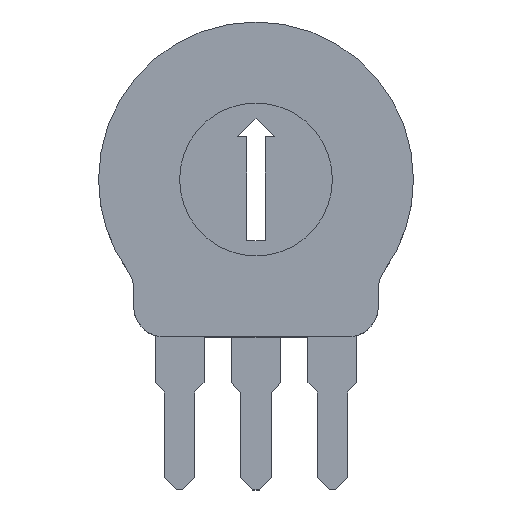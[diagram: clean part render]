
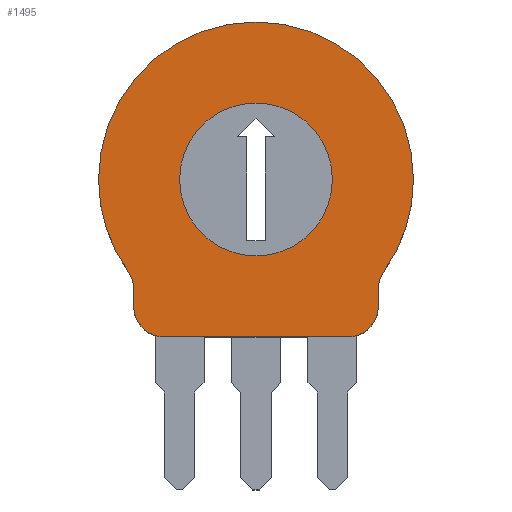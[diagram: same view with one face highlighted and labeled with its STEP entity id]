
A CAD part, top view. The second image highlights one B-rep face of the part: STEP entity #1495.
In plain terms, the highlighted planar face has unit normal (0, 0, 1).
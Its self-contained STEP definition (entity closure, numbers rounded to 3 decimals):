
#16 = VERTEX_POINT ( 'NONE', #683 ) ;
#33 = DIRECTION ( 'NONE',  ( -1., 0., 0. ) ) ;
#38 = CARTESIAN_POINT ( 'NONE',  ( -4., -4.15, 4.5 ) ) ;
#92 = DIRECTION ( 'NONE',  ( 0., -1., 0. ) ) ;
#140 = ORIENTED_EDGE ( 'NONE', *, *, #2423, .F. ) ;
#168 = AXIS2_PLACEMENT_3D ( 'NONE', #928, #1340, #1314 ) ;
#219 = CARTESIAN_POINT ( 'NONE',  ( 0., 0., 4.5 ) ) ;
#234 = DIRECTION ( 'NONE',  ( 1., 0., 0. ) ) ;
#279 = DIRECTION ( 'NONE',  ( -1., 0., 0. ) ) ;
#286 = CARTESIAN_POINT ( 'NONE',  ( 4., -5.15, 4.5 ) ) ;
#290 = CARTESIAN_POINT ( 'NONE',  ( -4., -3.244, 4.5 ) ) ;
#295 = DIRECTION ( 'NONE',  ( -1., 0., 0. ) ) ;
#299 = ORIENTED_EDGE ( 'NONE', *, *, #2083, .F. ) ;
#313 = AXIS2_PLACEMENT_3D ( 'NONE', #2002, #2230, #859 ) ;
#323 = VERTEX_POINT ( 'NONE', #1896 ) ;
#368 = VERTEX_POINT ( 'NONE', #1391 ) ;
#370 = CARTESIAN_POINT ( 'NONE',  ( 0., 0., 4.5 ) ) ;
#432 = ORIENTED_EDGE ( 'NONE', *, *, #1944, .T. ) ;
#523 = EDGE_CURVE ( 'NONE', #1106, #1334, #1390, .T. ) ;
#531 = VERTEX_POINT ( 'NONE', #895 ) ;
#537 = CIRCLE ( 'NONE', #1625, 1. ) ;
#548 = CARTESIAN_POINT ( 'NONE',  ( -3., -5.15, 4.5 ) ) ;
#563 = CIRCLE ( 'NONE', #168, 1. ) ;
#624 = DIRECTION ( 'NONE',  ( 0., 0., 1. ) ) ;
#683 = CARTESIAN_POINT ( 'NONE',  ( 3., -5.15, 4.5 ) ) ;
#715 = AXIS2_PLACEMENT_3D ( 'NONE', #370, #728, #736 ) ;
#728 = DIRECTION ( 'NONE',  ( 0., 0., 1. ) ) ;
#736 = DIRECTION ( 'NONE',  ( 1., 0., 0. ) ) ;
#763 = LINE ( 'NONE', #290, #2119 ) ;
#780 = EDGE_LOOP ( 'NONE', ( #1368, #1278, #2201, #1226, #1431, #2442, #1442, #432, #2147, #2509 ) ) ;
#808 = AXIS2_PLACEMENT_3D ( 'NONE', #910, #883, #1272 ) ;
#859 = DIRECTION ( 'NONE',  ( -1., 0., 0. ) ) ;
#883 = DIRECTION ( 'NONE',  ( 0., 0., -1. ) ) ;
#886 = FACE_OUTER_BOUND ( 'NONE', #780, .T. ) ;
#887 = AXIS2_PLACEMENT_3D ( 'NONE', #1455, #2008, #279 ) ;
#895 = CARTESIAN_POINT ( 'NONE',  ( 4.187, -2.999, 4.5 ) ) ;
#910 = CARTESIAN_POINT ( 'NONE',  ( 5., -3.581, 4.5 ) ) ;
#928 = CARTESIAN_POINT ( 'NONE',  ( -3., -4.15, 4.5 ) ) ;
#957 = EDGE_CURVE ( 'NONE', #1846, #1998, #763, .T. ) ;
#996 = DIRECTION ( 'NONE',  ( 1., 0., 0. ) ) ;
#1007 = CIRCLE ( 'NONE', #715, 2.5 ) ;
#1008 = VERTEX_POINT ( 'NONE', #548 ) ;
#1012 = EDGE_CURVE ( 'NONE', #1998, #1008, #563, .T. ) ;
#1028 = CARTESIAN_POINT ( 'NONE',  ( 4., -3.581, 4.5 ) ) ;
#1106 = VERTEX_POINT ( 'NONE', #2467 ) ;
#1220 = LINE ( 'NONE', #1972, #1493 ) ;
#1226 = ORIENTED_EDGE ( 'NONE', *, *, #1339, .T. ) ;
#1234 = EDGE_CURVE ( 'NONE', #1008, #16, #1220, .T. ) ;
#1253 = CARTESIAN_POINT ( 'NONE',  ( 5.15, 0., 4.5 ) ) ;
#1263 = PLANE ( 'NONE',  #887 ) ;
#1272 = DIRECTION ( 'NONE',  ( -1., 0., 0. ) ) ;
#1274 = DIRECTION ( 'NONE',  ( 0., 0., 1. ) ) ;
#1278 = ORIENTED_EDGE ( 'NONE', *, *, #1012, .T. ) ;
#1314 = DIRECTION ( 'NONE',  ( -1., 0., 0. ) ) ;
#1334 = VERTEX_POINT ( 'NONE', #1028 ) ;
#1339 = EDGE_CURVE ( 'NONE', #16, #1106, #537, .T. ) ;
#1340 = DIRECTION ( 'NONE',  ( 0., 0., 1. ) ) ;
#1368 = ORIENTED_EDGE ( 'NONE', *, *, #957, .T. ) ;
#1389 = CARTESIAN_POINT ( 'NONE',  ( -4., -3.581, 4.5 ) ) ;
#1390 = LINE ( 'NONE', #286, #1542 ) ;
#1391 = CARTESIAN_POINT ( 'NONE',  ( -2.5, 0., 4.5 ) ) ;
#1413 = CARTESIAN_POINT ( 'NONE',  ( 0., 0., 4.5 ) ) ;
#1426 = CIRCLE ( 'NONE', #1433, 1. ) ;
#1431 = ORIENTED_EDGE ( 'NONE', *, *, #523, .T. ) ;
#1433 = AXIS2_PLACEMENT_3D ( 'NONE', #2494, #1557, #2295 ) ;
#1442 = ORIENTED_EDGE ( 'NONE', *, *, #1860, .T. ) ;
#1455 = CARTESIAN_POINT ( 'NONE',  ( 0., 0., 4.5 ) ) ;
#1493 = VECTOR ( 'NONE', #234, 1000. ) ;
#1495 = ADVANCED_FACE ( 'NONE', ( #2274, #886 ), #1263, .F. ) ;
#1512 = CIRCLE ( 'NONE', #2144, 2.5 ) ;
#1542 = VECTOR ( 'NONE', #2028, 1000. ) ;
#1557 = DIRECTION ( 'NONE',  ( 0., 0., -1. ) ) ;
#1565 = VERTEX_POINT ( 'NONE', #1818 ) ;
#1600 = DIRECTION ( 'NONE',  ( 0., 0., 1. ) ) ;
#1603 = DIRECTION ( 'NONE',  ( 0., 0., 1. ) ) ;
#1613 = VERTEX_POINT ( 'NONE', #1253 ) ;
#1625 = AXIS2_PLACEMENT_3D ( 'NONE', #2164, #1603, #2350 ) ;
#1643 = CIRCLE ( 'NONE', #2436, 5.15 ) ;
#1672 = CARTESIAN_POINT ( 'NONE',  ( 0., 0., 4.5 ) ) ;
#1694 = EDGE_CURVE ( 'NONE', #323, #1987, #2501, .T. ) ;
#1770 = CIRCLE ( 'NONE', #808, 1. ) ;
#1818 = CARTESIAN_POINT ( 'NONE',  ( 2.5, 0., 4.5 ) ) ;
#1846 = VERTEX_POINT ( 'NONE', #1389 ) ;
#1860 = EDGE_CURVE ( 'NONE', #531, #1613, #2177, .T. ) ;
#1896 = CARTESIAN_POINT ( 'NONE',  ( -5.15, 0., 4.5 ) ) ;
#1944 = EDGE_CURVE ( 'NONE', #1613, #323, #1643, .T. ) ;
#1972 = CARTESIAN_POINT ( 'NONE',  ( -4., -5.15, 4.5 ) ) ;
#1975 = CARTESIAN_POINT ( 'NONE',  ( -4.187, -2.999, 4.5 ) ) ;
#1987 = VERTEX_POINT ( 'NONE', #1975 ) ;
#1998 = VERTEX_POINT ( 'NONE', #38 ) ;
#2002 = CARTESIAN_POINT ( 'NONE',  ( 0., 0., 4.5 ) ) ;
#2008 = DIRECTION ( 'NONE',  ( 0., 0., -1. ) ) ;
#2028 = DIRECTION ( 'NONE',  ( 0., 1., 0. ) ) ;
#2083 = EDGE_CURVE ( 'NONE', #1565, #368, #1512, .T. ) ;
#2119 = VECTOR ( 'NONE', #92, 1000. ) ;
#2144 = AXIS2_PLACEMENT_3D ( 'NONE', #219, #1600, #996 ) ;
#2147 = ORIENTED_EDGE ( 'NONE', *, *, #1694, .T. ) ;
#2164 = CARTESIAN_POINT ( 'NONE',  ( 3., -4.15, 4.5 ) ) ;
#2177 = CIRCLE ( 'NONE', #2275, 5.15 ) ;
#2201 = ORIENTED_EDGE ( 'NONE', *, *, #1234, .T. ) ;
#2230 = DIRECTION ( 'NONE',  ( 0., 0., 1. ) ) ;
#2268 = EDGE_CURVE ( 'NONE', #1334, #531, #1770, .T. ) ;
#2274 = FACE_BOUND ( 'NONE', #2301, .T. ) ;
#2275 = AXIS2_PLACEMENT_3D ( 'NONE', #1672, #1274, #295 ) ;
#2295 = DIRECTION ( 'NONE',  ( -1., 0., 0. ) ) ;
#2301 = EDGE_LOOP ( 'NONE', ( #299, #140 ) ) ;
#2350 = DIRECTION ( 'NONE',  ( -1., 0., 0. ) ) ;
#2423 = EDGE_CURVE ( 'NONE', #368, #1565, #1007, .T. ) ;
#2436 = AXIS2_PLACEMENT_3D ( 'NONE', #1413, #624, #33 ) ;
#2442 = ORIENTED_EDGE ( 'NONE', *, *, #2268, .T. ) ;
#2467 = CARTESIAN_POINT ( 'NONE',  ( 4., -4.15, 4.5 ) ) ;
#2478 = EDGE_CURVE ( 'NONE', #1987, #1846, #1426, .T. ) ;
#2494 = CARTESIAN_POINT ( 'NONE',  ( -5., -3.581, 4.5 ) ) ;
#2501 = CIRCLE ( 'NONE', #313, 5.15 ) ;
#2509 = ORIENTED_EDGE ( 'NONE', *, *, #2478, .T. ) ;
